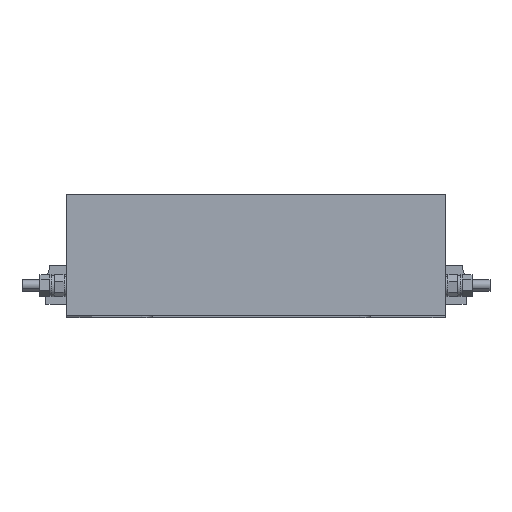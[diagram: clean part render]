
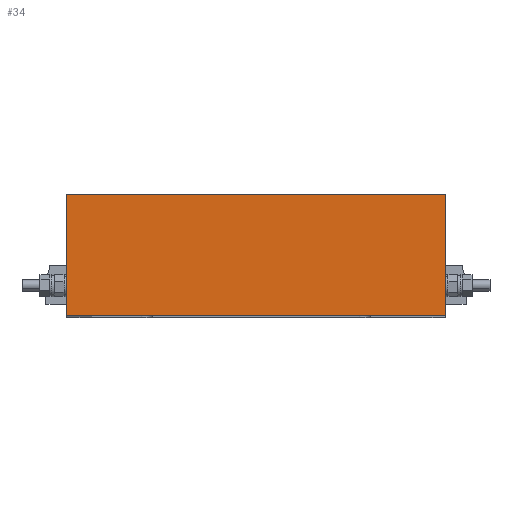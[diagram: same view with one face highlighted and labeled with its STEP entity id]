
A CAD part, top view. The second image highlights one B-rep face of the part: STEP entity #34.
In plain terms, the highlighted planar face has unit normal (0, 0, 1).
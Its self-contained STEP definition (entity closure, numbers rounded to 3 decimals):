
#34 = ADVANCED_FACE ( 'NONE', ( #4444 ), #7116, .F. ) ;
#88 = CARTESIAN_POINT ( 'NONE',  ( 100., 0., 60. ) ) ;
#801 = CARTESIAN_POINT ( 'NONE',  ( 100., -64.2, 60. ) ) ;
#831 = VERTEX_POINT ( 'NONE', #801 ) ;
#883 = EDGE_LOOP ( 'NONE', ( #8314, #2228, #8401, #2010 ) ) ;
#1082 = EDGE_CURVE ( 'NONE', #3738, #5144, #4828, .T. ) ;
#1672 = DIRECTION ( 'NONE',  ( 0., -1., 0. ) ) ;
#1733 = EDGE_CURVE ( 'NONE', #8212, #3738, #8392, .T. ) ;
#1934 = DIRECTION ( 'NONE',  ( 0., -1., 0. ) ) ;
#2010 = ORIENTED_EDGE ( 'NONE', *, *, #1733, .T. ) ;
#2098 = VECTOR ( 'NONE', #2709, 1000. ) ;
#2228 = ORIENTED_EDGE ( 'NONE', *, *, #5755, .F. ) ;
#2350 = CARTESIAN_POINT ( 'NONE',  ( 100., 0., 60. ) ) ;
#2450 = DIRECTION ( 'NONE',  ( 0., 0., -1. ) ) ;
#2709 = DIRECTION ( 'NONE',  ( -1., 0., 0. ) ) ;
#3379 = CARTESIAN_POINT ( 'NONE',  ( -100., 0., 60. ) ) ;
#3433 = LINE ( 'NONE', #6198, #2098 ) ;
#3511 = CARTESIAN_POINT ( 'NONE',  ( -100., 0., 60. ) ) ;
#3607 = VECTOR ( 'NONE', #1672, 1000. ) ;
#3738 = VERTEX_POINT ( 'NONE', #3511 ) ;
#4444 = FACE_OUTER_BOUND ( 'NONE', #883, .T. ) ;
#4828 = LINE ( 'NONE', #3379, #6614 ) ;
#5034 = DIRECTION ( 'NONE',  ( -1., 0., 0. ) ) ;
#5144 = VERTEX_POINT ( 'NONE', #5770 ) ;
#5293 = AXIS2_PLACEMENT_3D ( 'NONE', #7209, #2450, #5034 ) ;
#5751 = VECTOR ( 'NONE', #7584, 1000. ) ;
#5755 = EDGE_CURVE ( 'NONE', #831, #5144, #3433, .T. ) ;
#5770 = CARTESIAN_POINT ( 'NONE',  ( -100., -64.2, 60. ) ) ;
#6198 = CARTESIAN_POINT ( 'NONE',  ( 100., -64.2, 60. ) ) ;
#6614 = VECTOR ( 'NONE', #1934, 1000. ) ;
#6903 = CARTESIAN_POINT ( 'NONE',  ( 100., 0., 60. ) ) ;
#7116 = PLANE ( 'NONE',  #5293 ) ;
#7209 = CARTESIAN_POINT ( 'NONE',  ( 100., 0., 60. ) ) ;
#7584 = DIRECTION ( 'NONE',  ( -1., 0., 0. ) ) ;
#8212 = VERTEX_POINT ( 'NONE', #88 ) ;
#8314 = ORIENTED_EDGE ( 'NONE', *, *, #1082, .T. ) ;
#8392 = LINE ( 'NONE', #6903, #5751 ) ;
#8401 = ORIENTED_EDGE ( 'NONE', *, *, #8870, .F. ) ;
#8557 = LINE ( 'NONE', #2350, #3607 ) ;
#8870 = EDGE_CURVE ( 'NONE', #8212, #831, #8557, .T. ) ;
